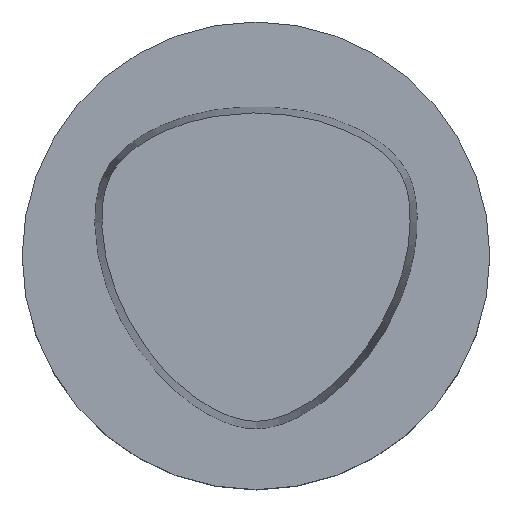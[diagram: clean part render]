
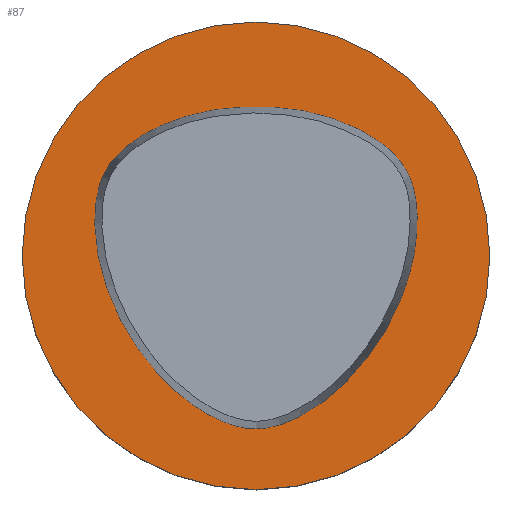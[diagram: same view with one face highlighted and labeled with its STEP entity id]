
A CAD part, top view. The second image highlights one B-rep face of the part: STEP entity #87.
In plain terms, the highlighted planar face has unit normal (0, 0, 1).
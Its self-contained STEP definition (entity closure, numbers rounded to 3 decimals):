
#87=ADVANCED_FACE('',(#123,#124),#125,.T.);
#123=FACE_BOUND('',#545,.T.);
#124=FACE_OUTER_BOUND('',#546,.T.);
#125=PLANE('',#547);
#545=EDGE_LOOP('',(#608));
#546=EDGE_LOOP('',(#609));
#547=AXIS2_PLACEMENT_3D('',#610,#611,#612);
#608=ORIENTED_EDGE('',*,*,#619,.T.);
#609=ORIENTED_EDGE('',*,*,#631,.F.);
#610=CARTESIAN_POINT('',(0.,19.996,0.));
#611=DIRECTION('',(0.,0.,1.0));
#612=DIRECTION('',(0.,-1.0,0.));
#619=EDGE_CURVE('',#634,#634,#635,.T.);
#631=EDGE_CURVE('',#657,#657,#658,.T.);
#634=VERTEX_POINT('',#709);
#635=B_SPLINE_CURVE_WITH_KNOTS('',3,(#710,#711,#712,#713,#714,#715,#716,#717,#718,#719,#720,#721,#722,#723,#724,#725,#726,#727,#728,#729,#730,#731,#732,#733,#734,#735,#736,#737,#738,#739,#740,#741,#742,#743,#744,#745,#746,#747,#748,#749,#750,#751,#752,#753,#754,#755,#756,#757,#758,#759,#760,#761,#762,#763,#764,#765,#766,#767,#768,#769,#770,#771,#772,#773,#774,#775,#776,#777,#778,#779,#780,#781,#782,#783,#784,#785,#786,#787,#788,#789,#790,#791,#792,#793,#794,#795,#796,#797,#798,#799,#800,#801,#802,#803,#804,#805),.UNSPECIFIED.,.T.,.F.,(4,2,2,2,2,2,2,2,2,2,2,2,2,2,2,2,2,2,2,2,2,2,2,2,2,2,2,2,2,2,2,2,2,2,2,2,2,2,2,2,2,2,2,2,2,2,2,4),(0.0,0.023,0.046,0.069,0.091,0.112,0.133,0.153,0.173,0.194,0.214,0.235,0.257,0.279,0.302,0.326,0.349,0.372,0.395,0.417,0.439,0.459,0.48,0.5,0.52,0.541,0.561,0.583,0.605,0.628,0.651,0.674,0.698,0.721,0.743,0.765,0.786,0.806,0.827,0.847,0.867,0.888,0.909,0.931,0.954,0.977,1.,1.0),.UNSPECIFIED.);
#657=VERTEX_POINT('',#830);
#658=CIRCLE('',#831,39.993);
#709=CARTESIAN_POINT('',(-0.002,-29.575,0.));
#710=CARTESIAN_POINT('',(-0.002,-29.575,0.));
#711=CARTESIAN_POINT('',(-1.344,-29.594,0.));
#712=CARTESIAN_POINT('',(-2.687,-29.333,0.));
#713=CARTESIAN_POINT('',(-5.261,-28.54,0.));
#714=CARTESIAN_POINT('',(-6.491,-28.009,0.));
#715=CARTESIAN_POINT('',(-8.829,-26.78,0.));
#716=CARTESIAN_POINT('',(-9.938,-26.086,0.));
#717=CARTESIAN_POINT('',(-12.031,-24.593,0.));
#718=CARTESIAN_POINT('',(-13.017,-23.798,0.));
#719=CARTESIAN_POINT('',(-14.873,-22.138,0.0));
#720=CARTESIAN_POINT('',(-15.746,-21.276,0.0));
#721=CARTESIAN_POINT('',(-17.388,-19.499,0.));
#722=CARTESIAN_POINT('',(-18.159,-18.587,0.));
#723=CARTESIAN_POINT('',(-19.609,-16.715,0.0));
#724=CARTESIAN_POINT('',(-20.29,-15.757,0.));
#725=CARTESIAN_POINT('',(-21.566,-13.798,0.0));
#726=CARTESIAN_POINT('',(-22.162,-12.796,0.));
#727=CARTESIAN_POINT('',(-23.275,-10.743,0.));
#728=CARTESIAN_POINT('',(-23.791,-9.693,0.));
#729=CARTESIAN_POINT('',(-24.742,-7.538,0.));
#730=CARTESIAN_POINT('',(-25.176,-6.433,0.));
#731=CARTESIAN_POINT('',(-25.955,-4.164,0.));
#732=CARTESIAN_POINT('',(-26.299,-2.998,0.0));
#733=CARTESIAN_POINT('',(-26.882,-0.603,0.0));
#734=CARTESIAN_POINT('',(-27.119,0.627,0.0));
#735=CARTESIAN_POINT('',(-27.461,3.147,0.0));
#736=CARTESIAN_POINT('',(-27.561,4.438,0.0));
#737=CARTESIAN_POINT('',(-27.586,7.058,0.0));
#738=CARTESIAN_POINT('',(-27.506,8.387,0.0));
#739=CARTESIAN_POINT('',(-27.095,11.035,0.0));
#740=CARTESIAN_POINT('',(-26.763,12.355,0.0));
#741=CARTESIAN_POINT('',(-25.672,14.812,0.0));
#742=CARTESIAN_POINT('',(-24.915,15.951,0.0));
#743=CARTESIAN_POINT('',(-23.121,17.957,0.0));
#744=CARTESIAN_POINT('',(-22.084,18.824,0.0));
#745=CARTESIAN_POINT('',(-19.909,20.362,0.0));
#746=CARTESIAN_POINT('',(-18.772,21.035,0.0));
#747=CARTESIAN_POINT('',(-16.457,22.207,0.0));
#748=CARTESIAN_POINT('',(-15.28,22.711,0.0));
#749=CARTESIAN_POINT('',(-12.921,23.586,0.));
#750=CARTESIAN_POINT('',(-11.74,23.96,0.));
#751=CARTESIAN_POINT('',(-9.376,24.574,0.));
#752=CARTESIAN_POINT('',(-8.195,24.816,0.0));
#753=CARTESIAN_POINT('',(-5.839,25.176,0.));
#754=CARTESIAN_POINT('',(-4.665,25.296,0.));
#755=CARTESIAN_POINT('',(-2.331,25.454,0.));
#756=CARTESIAN_POINT('',(-1.172,25.494,0.));
#757=CARTESIAN_POINT('',(1.155,25.495,0.));
#758=CARTESIAN_POINT('',(2.323,25.455,0.));
#759=CARTESIAN_POINT('',(4.665,25.296,0.));
#760=CARTESIAN_POINT('',(5.838,25.175,0.));
#761=CARTESIAN_POINT('',(8.194,24.815,0.0));
#762=CARTESIAN_POINT('',(9.377,24.574,0.));
#763=CARTESIAN_POINT('',(11.74,23.96,0.));
#764=CARTESIAN_POINT('',(12.92,23.585,0.0));
#765=CARTESIAN_POINT('',(15.28,22.711,0.));
#766=CARTESIAN_POINT('',(16.457,22.207,0.));
#767=CARTESIAN_POINT('',(18.773,21.035,0.));
#768=CARTESIAN_POINT('',(19.909,20.362,0.));
#769=CARTESIAN_POINT('',(22.084,18.824,0.0));
#770=CARTESIAN_POINT('',(23.121,17.957,0.));
#771=CARTESIAN_POINT('',(24.915,15.951,0.));
#772=CARTESIAN_POINT('',(25.673,14.812,0.));
#773=CARTESIAN_POINT('',(26.763,12.355,0.0));
#774=CARTESIAN_POINT('',(27.095,11.035,0.));
#775=CARTESIAN_POINT('',(27.506,8.387,0.));
#776=CARTESIAN_POINT('',(27.586,7.058,0.0));
#777=CARTESIAN_POINT('',(27.561,4.438,0.));
#778=CARTESIAN_POINT('',(27.46,3.147,0.));
#779=CARTESIAN_POINT('',(27.119,0.627,0.0));
#780=CARTESIAN_POINT('',(26.882,-0.603,0.0));
#781=CARTESIAN_POINT('',(26.299,-2.998,0.0));
#782=CARTESIAN_POINT('',(25.955,-4.164,0.0));
#783=CARTESIAN_POINT('',(25.176,-6.433,0.0));
#784=CARTESIAN_POINT('',(24.742,-7.538,0.0));
#785=CARTESIAN_POINT('',(23.791,-9.693,0.0));
#786=CARTESIAN_POINT('',(23.275,-10.743,0.0));
#787=CARTESIAN_POINT('',(22.162,-12.795,0.0));
#788=CARTESIAN_POINT('',(21.566,-13.798,0.0));
#789=CARTESIAN_POINT('',(20.29,-15.757,0.0));
#790=CARTESIAN_POINT('',(19.609,-16.715,0.0));
#791=CARTESIAN_POINT('',(18.159,-18.586,0.0));
#792=CARTESIAN_POINT('',(17.388,-19.5,0.0));
#793=CARTESIAN_POINT('',(15.746,-21.276,0.0));
#794=CARTESIAN_POINT('',(14.873,-22.138,0.0));
#795=CARTESIAN_POINT('',(13.016,-23.798,0.0));
#796=CARTESIAN_POINT('',(12.031,-24.593,0.));
#797=CARTESIAN_POINT('',(9.938,-26.085,0.));
#798=CARTESIAN_POINT('',(8.829,-26.777,0.));
#799=CARTESIAN_POINT('',(6.491,-28.012,0.0));
#800=CARTESIAN_POINT('',(5.261,-28.55,0.));
#801=CARTESIAN_POINT('',(2.687,-29.323,0.));
#802=CARTESIAN_POINT('',(1.343,-29.556,0.0));
#803=CARTESIAN_POINT('',(-0.001,-29.575,0.));
#804=CARTESIAN_POINT('',(-0.001,-29.575,0.));
#805=CARTESIAN_POINT('',(-0.002,-29.575,0.));
#830=CARTESIAN_POINT('',(0.,39.993,0.));
#831=AXIS2_PLACEMENT_3D('',#862,#863,#864);
#862=CARTESIAN_POINT('',(0.0,0.0,0.0));
#863=DIRECTION('',(0.,0.,-1.0));
#864=DIRECTION('',(0.,1.0,0.));
